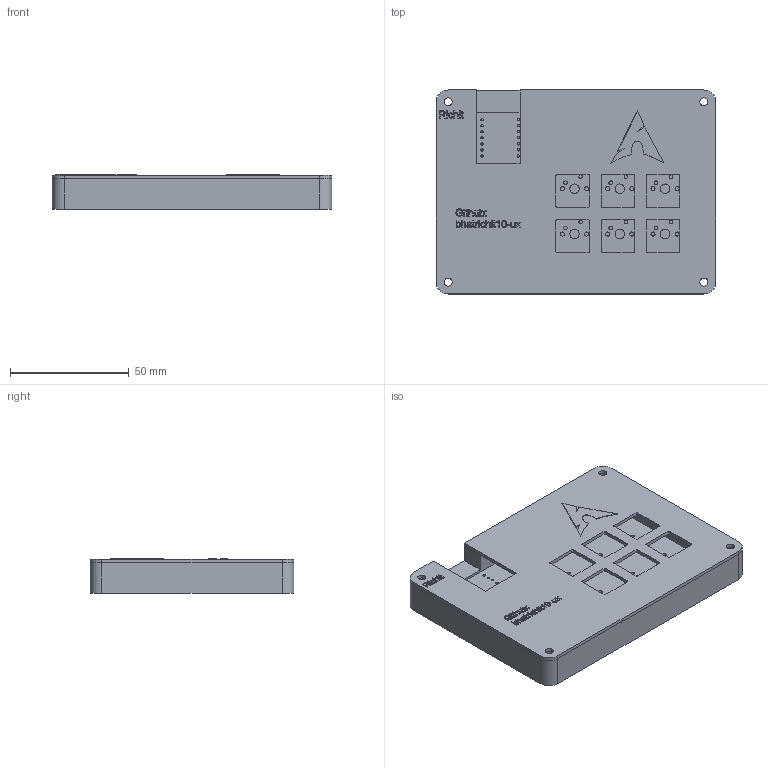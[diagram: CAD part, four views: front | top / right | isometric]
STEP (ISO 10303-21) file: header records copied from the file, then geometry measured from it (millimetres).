
FILE_DESCRIPTION(/* description */ (''),/* implementation_level */ '2;1');
FILE_NAME(/* name */ '16c30926-a818-47f9-901d-4146757847ea.stp',/* time_stamp */ '2025-12-16T16:19:48Z',/* author */ (''),/* organization */ (''),/* preprocessor_version */ 'ST-DEVELOPER v20.1',/* originating_system */ 'Autodesk Translation Framework v14.24.0.0',/* authorisation */ '');
FILE_SCHEMA (('AUTOMOTIVE_DESIGN { 1 0 10303 214 3 1 1 }'));
Length unit declared in the file: millimetre
Products named in the file (5): 2025-12-16-14-36-48-080; 2025-12-16-14-40-32-478; richit 1; richit_PCB; 2025-12-16-18-47-49-192
Assembly tree (4 placements, depth 4):
  2025-12-16-14-36-48-080
    2025-12-16-14-40-32-478
      richit 1
        richit_PCB
      2025-12-16-18-47-49-192
Bounding box: 117.63 x 85.82 x 14.7 mm (x, y, z)
Volume: 84954.8 mm3; surface area: 60488.3 mm2
Topology: 3 solids, 3 shells, 990 faces, 2754 edges, 1836 vertices
Faces by surface type: bspline 456, plane 430, cylinder 104
Full cylindrical faces by diameter (mm): 1 x18, 1.5 x12, 1.7 x12, 3.4 x8, 4 x6, 6 x4
Entity records: 36091 total; most frequent: CARTESIAN_POINT 13285, ORIENTED_EDGE 5508, DIRECTION 3136, EDGE_CURVE 2754, VERTEX_POINT 1836, LINE 1634, VECTOR 1634, EDGE_LOOP 1182
